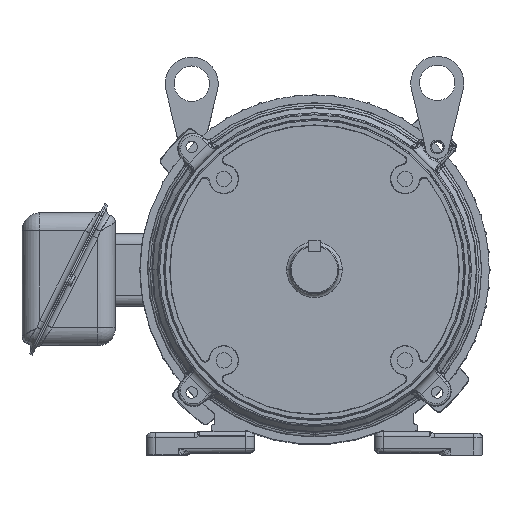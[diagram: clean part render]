
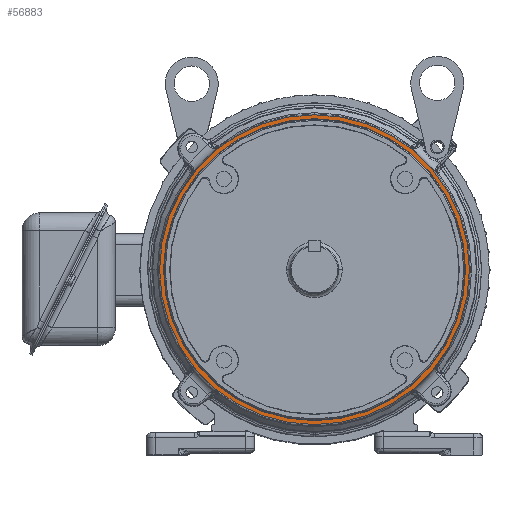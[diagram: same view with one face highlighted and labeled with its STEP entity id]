
A CAD part, top view. The second image highlights one B-rep face of the part: STEP entity #56883.
In plain terms, the highlighted planar face has unit normal (0, 0, 1).
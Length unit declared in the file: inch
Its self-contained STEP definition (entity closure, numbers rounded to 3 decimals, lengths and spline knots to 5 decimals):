
#2621 = FACE_BOUND ( 'NONE', #22011, .T. ) ;
#6242 = CARTESIAN_POINT ( 'NONE',  ( 4.266, 0., 6.938 ) ) ;
#8545 = DIRECTION ( 'NONE',  ( 0., 0., -1. ) ) ;
#9384 = DIRECTION ( 'NONE',  ( -1., 0., 0. ) ) ;
#10227 = CARTESIAN_POINT ( 'NONE',  ( 0., 0., 6.938 ) ) ;
#10610 = CARTESIAN_POINT ( 'NONE',  ( 0., 0., 6.938 ) ) ;
#11185 = FACE_OUTER_BOUND ( 'NONE', #47126, .T. ) ;
#11928 = AXIS2_PLACEMENT_3D ( 'NONE', #10227, #8545, #87716 ) ;
#17993 = DIRECTION ( 'NONE',  ( -1., 0., 0. ) ) ;
#20786 = EDGE_CURVE ( 'NONE', #30008, #112102, #105517, .T. ) ;
#21979 = PLANE ( 'NONE',  #42001 ) ;
#22011 = EDGE_LOOP ( 'NONE', ( #77525, #74981 ) ) ;
#22209 = AXIS2_PLACEMENT_3D ( 'NONE', #41863, #60669, #9384 ) ;
#26480 = CIRCLE ( 'NONE', #11928, 4.266 ) ;
#30008 = VERTEX_POINT ( 'NONE', #32762 ) ;
#30883 = VERTEX_POINT ( 'NONE', #71153 ) ;
#31469 = CARTESIAN_POINT ( 'NONE',  ( 0., 0., 6.938 ) ) ;
#32762 = CARTESIAN_POINT ( 'NONE',  ( 4.37702, 0., 6.938 ) ) ;
#36134 = EDGE_CURVE ( 'NONE', #112102, #30008, #53717, .T. ) ;
#36308 = AXIS2_PLACEMENT_3D ( 'NONE', #85779, #111969, #17993 ) ;
#36853 = EDGE_CURVE ( 'NONE', #30883, #82690, #26480, .T. ) ;
#38400 = CARTESIAN_POINT ( 'NONE',  ( -4.37702, 0., 6.938 ) ) ;
#40932 = AXIS2_PLACEMENT_3D ( 'NONE', #31469, #66230, #86676 ) ;
#41863 = CARTESIAN_POINT ( 'NONE',  ( 0., 0., 6.938 ) ) ;
#42001 = AXIS2_PLACEMENT_3D ( 'NONE', #10610, #81218, #55046 ) ;
#46319 = ORIENTED_EDGE ( 'NONE', *, *, #36134, .F. ) ;
#47126 = EDGE_LOOP ( 'NONE', ( #46319, #64396 ) ) ;
#53717 = CIRCLE ( 'NONE', #40932, 4.37702 ) ;
#55046 = DIRECTION ( 'NONE',  ( -1., 0., 0. ) ) ;
#56883 = ADVANCED_FACE ( 'NONE', ( #11185, #2621 ), #21979, .F. ) ;
#60669 = DIRECTION ( 'NONE',  ( 0., 0., -1. ) ) ;
#64352 = EDGE_CURVE ( 'NONE', #82690, #30883, #69503, .T. ) ;
#64396 = ORIENTED_EDGE ( 'NONE', *, *, #20786, .F. ) ;
#66230 = DIRECTION ( 'NONE',  ( 0., 0., -1. ) ) ;
#69503 = CIRCLE ( 'NONE', #22209, 4.266 ) ;
#71153 = CARTESIAN_POINT ( 'NONE',  ( -4.266, 0., 6.938 ) ) ;
#74981 = ORIENTED_EDGE ( 'NONE', *, *, #64352, .T. ) ;
#77525 = ORIENTED_EDGE ( 'NONE', *, *, #36853, .T. ) ;
#81218 = DIRECTION ( 'NONE',  ( 0., 0., -1. ) ) ;
#82690 = VERTEX_POINT ( 'NONE', #6242 ) ;
#85779 = CARTESIAN_POINT ( 'NONE',  ( 0., 0., 6.938 ) ) ;
#86676 = DIRECTION ( 'NONE',  ( -1., 0., 0. ) ) ;
#87716 = DIRECTION ( 'NONE',  ( -1., 0., 0. ) ) ;
#105517 = CIRCLE ( 'NONE', #36308, 4.37702 ) ;
#111969 = DIRECTION ( 'NONE',  ( 0., 0., -1. ) ) ;
#112102 = VERTEX_POINT ( 'NONE', #38400 ) ;
